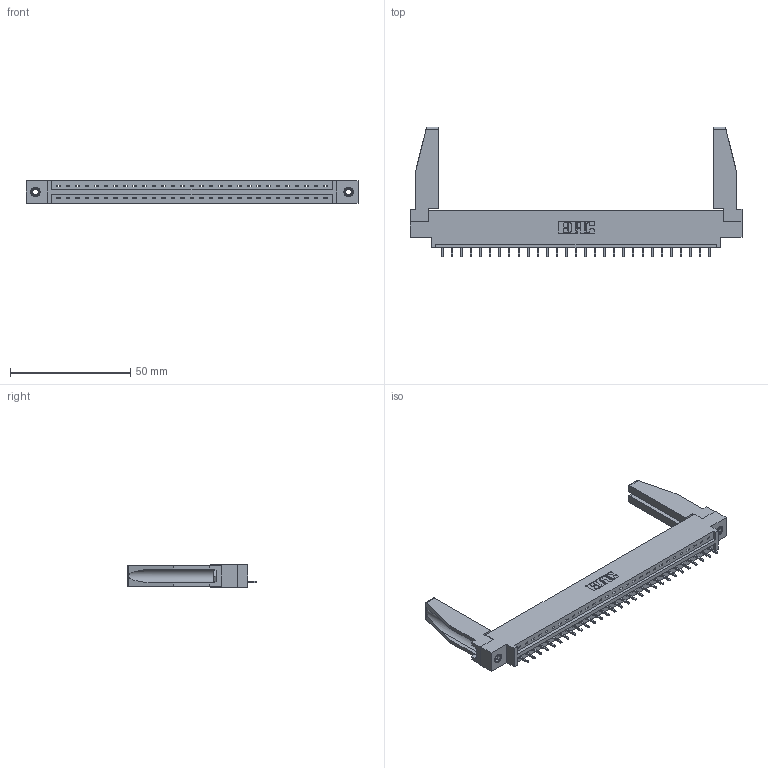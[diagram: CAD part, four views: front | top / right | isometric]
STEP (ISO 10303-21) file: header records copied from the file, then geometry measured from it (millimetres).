
FILE_DESCRIPTION (( 'STEP AP203' ), '1' );
FILE_NAME ('337-029-521-678.STEP', '2019-09-30T22:03:11', ( '' ), ( '' ), 'SwSTEP 2.0', 'SolidWorks 2016', '' );
FILE_SCHEMA (( 'CONFIG_CONTROL_DESIGN' ));
Length unit declared in the file: inch
Products named in the file (5): 345-250-001_345-250-001-102; 337-029-521-678; 307-220-078; 337 Part_0.170 Offset - 0.156 Dia-TI; 345-292-001_345-293-121
Assembly tree (34 placements, depth 2):
  337-029-521-678
    337 Part_0.170 Offset - 0.156 Dia-TI
    345-292-001_345-293-121  x29
    345-250-001_345-250-001-102  x2
    307-220-078  x2
Bounding box: 137.92 x 53.85 x 9.4 mm (x, y, z)
Volume: 17965.3 mm3; surface area: 17949.3 mm2
Topology: 34 solids, 34 shells, 2046 faces, 6105 edges, 4022 vertices
Faces by surface type: plane 1492, cylinder 538, cone 12, torus 4
Entity records: 25828 total; most frequent: CARTESIAN_POINT 4491, ORIENTED_EDGE 4412, DIRECTION 3816, EDGE_CURVE 2206, LINE 2040, VECTOR 2040, VERTEX_POINT 1464, AXIS2_PLACEMENT_3D 888
